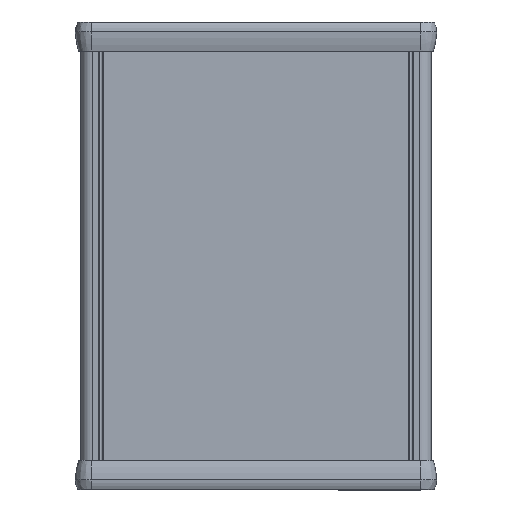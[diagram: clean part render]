
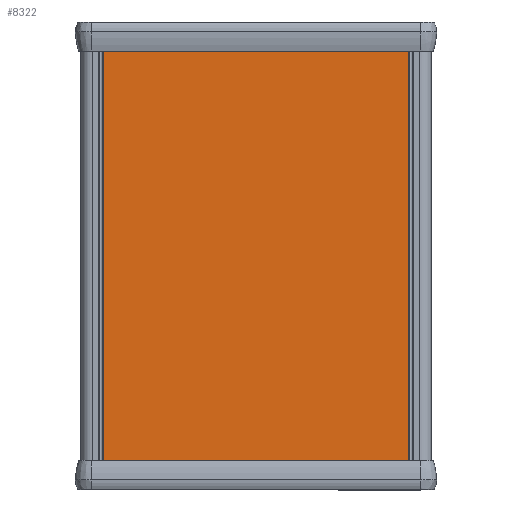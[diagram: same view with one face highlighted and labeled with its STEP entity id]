
A CAD part, top view. The second image highlights one B-rep face of the part: STEP entity #8322.
In plain terms, the highlighted face is planar.
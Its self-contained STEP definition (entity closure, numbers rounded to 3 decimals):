
#301=PLANE($,#9081);
#646=FACE_OUTER_BOUND($,#1087,.T.);
#1087=EDGE_LOOP($,(#7018,#7019,#7020,#7021));
#1413=LINE($,#12571,#2165);
#1451=LINE($,#12745,#2203);
#1585=LINE($,#13251,#2337);
#1725=LINE($,#13533,#2477);
#2165=VECTOR($,#9822,109.072);
#2203=VECTOR($,#9976,109.072);
#2337=VECTOR($,#10388,160.);
#2477=VECTOR($,#10812,160.);
#3525=VERTEX_POINT($,#12568);
#3526=VERTEX_POINT($,#12570);
#3603=VERTEX_POINT($,#12742);
#3604=VERTEX_POINT($,#12744);
#4350=EDGE_CURVE($,#3526,#3525,#1413,.T.);
#4437=EDGE_CURVE($,#3603,#3604,#1451,.T.);
#4693=EDGE_CURVE($,#3526,#3603,#1585,.T.);
#4833=EDGE_CURVE($,#3604,#3525,#1725,.T.);
#7018=ORIENTED_EDGE($,*,*,#4693,.F.);
#7019=ORIENTED_EDGE($,*,*,#4350,.T.);
#7020=ORIENTED_EDGE($,*,*,#4833,.F.);
#7021=ORIENTED_EDGE($,*,*,#4437,.F.);
#8322=ADVANCED_FACE($,(#646),#301,.T.);
#9081=AXIS2_PLACEMENT_3D($,#13753,#11143,#11144);
#9822=DIRECTION($,(-1.,0.,0.));
#9976=DIRECTION($,(-1.,0.,0.));
#10388=DIRECTION($,(0.,0.,1.));
#10812=DIRECTION($,(0.,0.,-1.));
#11143=DIRECTION('center_axis',(0.,1.,0.));
#11144=DIRECTION('ref_axis',(0.,0.,1.));
#12568=CARTESIAN_POINT('',(-54.536,0.,-80.));
#12570=CARTESIAN_POINT('',(54.536,0.,-80.));
#12571=CARTESIAN_POINT($,(0.,0.,-80.));
#12742=CARTESIAN_POINT('',(54.536,0.,80.));
#12744=CARTESIAN_POINT('',(-54.536,0.,80.));
#12745=CARTESIAN_POINT($,(0.,0.,80.));
#13251=CARTESIAN_POINT($,(54.536,0.,0.));
#13533=CARTESIAN_POINT($,(-54.536,0.,0.));
#13753=CARTESIAN_POINT('Origin',(-54.75,0.,0.));
